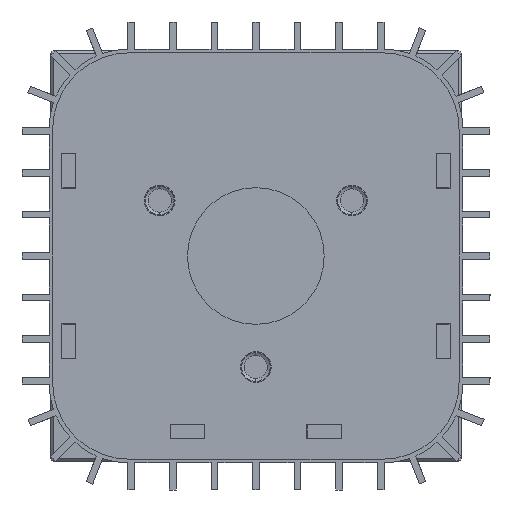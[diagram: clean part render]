
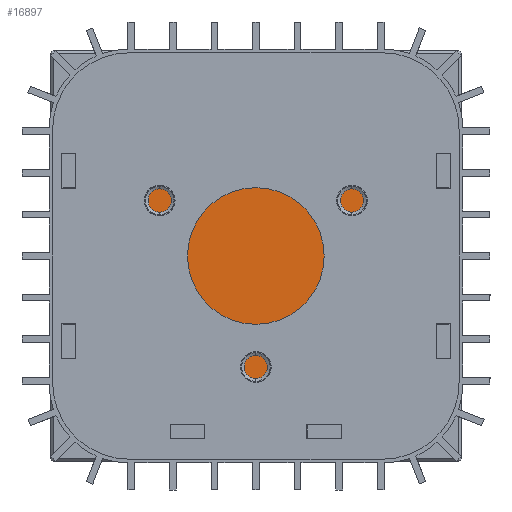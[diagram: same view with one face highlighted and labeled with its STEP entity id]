
A CAD part, front view. The second image highlights one B-rep face of the part: STEP entity #16897.
In plain terms, the highlighted planar face has unit normal (0, -1, 0).
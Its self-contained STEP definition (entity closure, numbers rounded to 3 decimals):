
#182 = ORIENTED_EDGE ( 'NONE', *, *, #2055, .T. ) ;
#969 = CARTESIAN_POINT ( 'NONE',  ( 0., 125., 0. ) ) ;
#1446 = CARTESIAN_POINT ( 'NONE',  ( 0., 125., 0. ) ) ;
#1459 = ORIENTED_EDGE ( 'NONE', *, *, #18872, .T. ) ;
#2055 = EDGE_CURVE ( 'NONE', #2325, #13656, #17374, .T. ) ;
#2325 = VERTEX_POINT ( 'NONE', #8685 ) ;
#4421 = CARTESIAN_POINT ( 'NONE',  ( 0., 125., 0. ) ) ;
#5515 = CARTESIAN_POINT ( 'NONE',  ( 0., 125., 42.5 ) ) ;
#6469 = DIRECTION ( 'NONE',  ( 0., -1., 0. ) ) ;
#8685 = CARTESIAN_POINT ( 'NONE',  ( 0., 125., -42.5 ) ) ;
#8841 = DIRECTION ( 'NONE',  ( 0., 0., -1. ) ) ;
#8873 = DIRECTION ( 'NONE',  ( 0., -1., 0. ) ) ;
#8975 = FACE_OUTER_BOUND ( 'NONE', #17518, .T. ) ;
#9287 = AXIS2_PLACEMENT_3D ( 'NONE', #1446, #6469, #17325 ) ;
#10686 = DIRECTION ( 'NONE',  ( 0., -1., 0. ) ) ;
#12395 = AXIS2_PLACEMENT_3D ( 'NONE', #969, #8873, #18403 ) ;
#13656 = VERTEX_POINT ( 'NONE', #5515 ) ;
#15469 = CIRCLE ( 'NONE', #9287, 42.5 ) ;
#16897 = ADVANCED_FACE ( 'NONE', ( #8975 ), #16938, .T. ) ;
#16938 = PLANE ( 'NONE',  #12395 ) ;
#17325 = DIRECTION ( 'NONE',  ( 0., 0., -1. ) ) ;
#17374 = CIRCLE ( 'NONE', #20025, 42.5 ) ;
#17518 = EDGE_LOOP ( 'NONE', ( #182, #1459 ) ) ;
#18403 = DIRECTION ( 'NONE',  ( 0., 0., -1. ) ) ;
#18872 = EDGE_CURVE ( 'NONE', #13656, #2325, #15469, .T. ) ;
#20025 = AXIS2_PLACEMENT_3D ( 'NONE', #4421, #10686, #8841 ) ;
